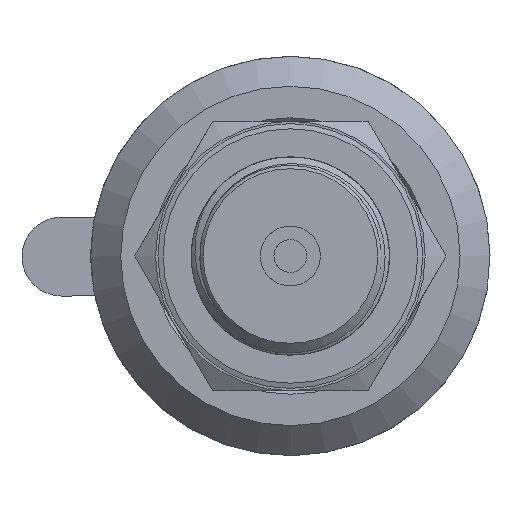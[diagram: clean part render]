
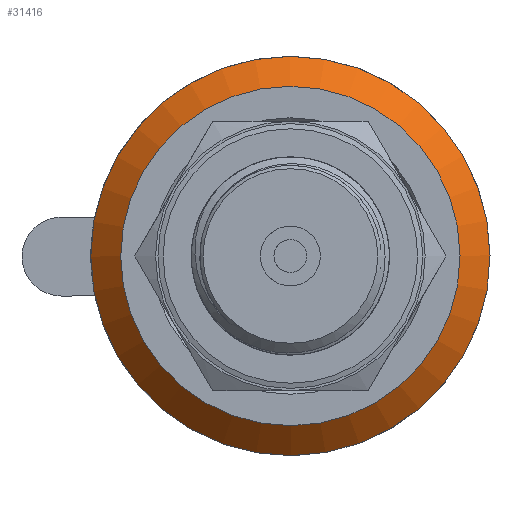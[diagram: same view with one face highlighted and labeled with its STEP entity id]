
A CAD part, left-side view. The second image highlights one B-rep face of the part: STEP entity #31416.
In plain terms, the highlighted conical face has half-angle 45 degrees and reference radius 18.5 mm.
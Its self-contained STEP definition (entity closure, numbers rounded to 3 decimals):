
#1780=CONICAL_SURFACE('',#33438,18.5,0.785);
#3348=FACE_OUTER_BOUND('',#5152,.T.);
#5152=EDGE_LOOP('',(#29063,#29064,#29065,#29066));
#5808=CIRCLE('',#33437,20.);
#5809=CIRCLE('',#33439,17.);
#9703=LINE('',#84381,#12650);
#12650=VECTOR('',#40196,18.5);
#15618=VERTEX_POINT('',#84376);
#15619=VERTEX_POINT('',#84380);
#20136=EDGE_CURVE('',#15618,#15618,#5808,.T.);
#20137=EDGE_CURVE('',#15618,#15619,#9703,.T.);
#20138=EDGE_CURVE('',#15619,#15619,#5809,.T.);
#29063=ORIENTED_EDGE('',*,*,#20136,.F.);
#29064=ORIENTED_EDGE('',*,*,#20137,.T.);
#29065=ORIENTED_EDGE('',*,*,#20138,.T.);
#29066=ORIENTED_EDGE('',*,*,#20137,.F.);
#31416=ADVANCED_FACE('',(#3348),#1780,.T.);
#33437=AXIS2_PLACEMENT_3D('',#84378,#40192,#40193);
#33438=AXIS2_PLACEMENT_3D('',#84379,#40194,#40195);
#33439=AXIS2_PLACEMENT_3D('',#84382,#40197,#40198);
#40192=DIRECTION('center_axis',(-1.,0.,0.));
#40193=DIRECTION('ref_axis',(0.,0.,
-1.));
#40194=DIRECTION('center_axis',(-1.,0.,0.));
#40195=DIRECTION('ref_axis',(0.,-1.,0.));
#40196=DIRECTION('',(0.707,-0.707,0.));
#40197=DIRECTION('center_axis',(-1.,0.,0.));
#40198=DIRECTION('ref_axis',(0.,0.,
-1.));
#84376=CARTESIAN_POINT('',(21.,20.,0.));
#84378=CARTESIAN_POINT('Origin',(21.,0.,0.));
#84379=CARTESIAN_POINT('Origin',(22.5,0.,0.));
#84380=CARTESIAN_POINT('',(24.,17.,0.));
#84381=CARTESIAN_POINT('',(22.5,18.5,0.));
#84382=CARTESIAN_POINT('Origin',(24.,0.,0.));
